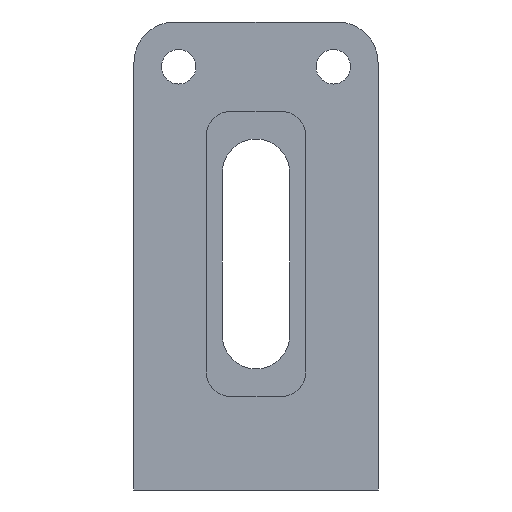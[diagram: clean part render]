
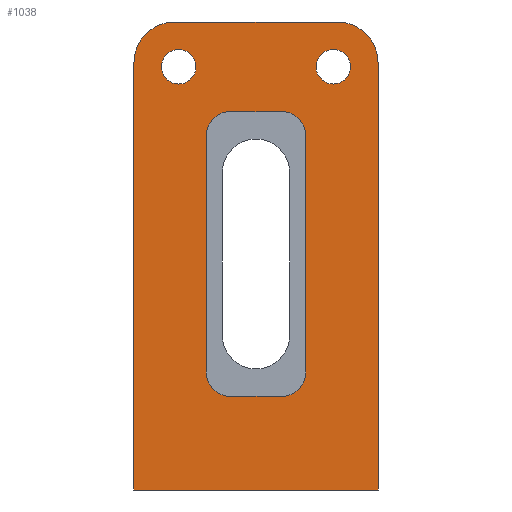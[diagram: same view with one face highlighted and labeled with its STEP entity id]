
A CAD part, left-side view. The second image highlights one B-rep face of the part: STEP entity #1038.
In plain terms, the highlighted planar face has unit normal (-1, 0, 0).
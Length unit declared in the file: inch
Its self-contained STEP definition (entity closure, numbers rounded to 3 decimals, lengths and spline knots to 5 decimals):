
#25=FACE_BOUND('',#220,.T.);
#26=FACE_BOUND('',#221,.T.);
#27=FACE_BOUND('',#222,.T.);
#59=CIRCLE('',#1122,0.23622);
#61=CIRCLE('',#1126,0.23622);
#63=CIRCLE('',#1130,0.23622);
#65=CIRCLE('',#1134,0.23622);
#70=CIRCLE('',#1148,0.3937);
#74=CIRCLE('',#1155,0.3937);
#75=CIRCLE('',#1157,0.16732);
#76=CIRCLE('',#1159,0.16732);
#155=FACE_OUTER_BOUND('',#219,.T.);
#219=EDGE_LOOP('',(#934,#935,#936,#937,#938,#939));
#220=EDGE_LOOP('',(#940,#941,#942,#943,#944,#945,#946,#947));
#221=EDGE_LOOP('',(#948));
#222=EDGE_LOOP('',(#949));
#241=LINE('',#1527,#338);
#288=LINE('',#1668,#385);
#292=LINE('',#1680,#389);
#296=LINE('',#1692,#393);
#299=LINE('',#1701,#396);
#308=LINE('',#1726,#405);
#315=LINE('',#1746,#412);
#320=LINE('',#1769,#417);
#338=VECTOR('',#1219,0.03937);
#385=VECTOR('',#1358,0.03937);
#389=VECTOR('',#1370,0.03937);
#393=VECTOR('',#1382,0.03937);
#396=VECTOR('',#1393,0.03937);
#405=VECTOR('',#1420,0.03937);
#412=VECTOR('',#1437,0.03937);
#417=VECTOR('',#1468,0.03937);
#436=VERTEX_POINT('',#1524);
#437=VERTEX_POINT('',#1526);
#482=VERTEX_POINT('',#1658);
#483=VERTEX_POINT('',#1660);
#485=VERTEX_POINT('',#1666);
#487=VERTEX_POINT('',#1672);
#489=VERTEX_POINT('',#1678);
#491=VERTEX_POINT('',#1684);
#493=VERTEX_POINT('',#1690);
#495=VERTEX_POINT('',#1696);
#502=VERTEX_POINT('',#1725);
#507=VERTEX_POINT('',#1736);
#508=VERTEX_POINT('',#1738);
#510=VERTEX_POINT('',#1744);
#514=VERTEX_POINT('',#1759);
#515=VERTEX_POINT('',#1763);
#542=EDGE_CURVE('',#436,#437,#241,.T.);
#608=EDGE_CURVE('',#483,#482,#59,.T.);
#612=EDGE_CURVE('',#482,#485,#288,.T.);
#615=EDGE_CURVE('',#485,#487,#61,.T.);
#618=EDGE_CURVE('',#487,#489,#292,.T.);
#621=EDGE_CURVE('',#489,#491,#63,.T.);
#624=EDGE_CURVE('',#491,#493,#296,.T.);
#627=EDGE_CURVE('',#493,#495,#65,.T.);
#629=EDGE_CURVE('',#495,#483,#299,.T.);
#640=EDGE_CURVE('',#437,#502,#308,.T.);
#646=EDGE_CURVE('',#507,#508,#70,.T.);
#650=EDGE_CURVE('',#507,#510,#315,.T.);
#656=EDGE_CURVE('',#502,#510,#74,.T.);
#658=EDGE_CURVE('',#514,#514,#75,.T.);
#660=EDGE_CURVE('',#515,#515,#76,.T.);
#662=EDGE_CURVE('',#508,#436,#320,.T.);
#934=ORIENTED_EDGE('',*,*,#646,.F.);
#935=ORIENTED_EDGE('',*,*,#650,.T.);
#936=ORIENTED_EDGE('',*,*,#656,.F.);
#937=ORIENTED_EDGE('',*,*,#640,.F.);
#938=ORIENTED_EDGE('',*,*,#542,.F.);
#939=ORIENTED_EDGE('',*,*,#662,.F.);
#940=ORIENTED_EDGE('',*,*,#608,.T.);
#941=ORIENTED_EDGE('',*,*,#612,.T.);
#942=ORIENTED_EDGE('',*,*,#615,.T.);
#943=ORIENTED_EDGE('',*,*,#618,.T.);
#944=ORIENTED_EDGE('',*,*,#621,.T.);
#945=ORIENTED_EDGE('',*,*,#624,.T.);
#946=ORIENTED_EDGE('',*,*,#627,.T.);
#947=ORIENTED_EDGE('',*,*,#629,.T.);
#948=ORIENTED_EDGE('',*,*,#658,.T.);
#949=ORIENTED_EDGE('',*,*,#660,.T.);
#984=PLANE('',#1162);
#1038=ADVANCED_FACE('',(#155,#25,#26,#27),#984,.T.);
#1122=AXIS2_PLACEMENT_3D('',#1661,#1351,#1352);
#1126=AXIS2_PLACEMENT_3D('',#1674,#1364,#1365);
#1130=AXIS2_PLACEMENT_3D('',#1686,#1376,#1377);
#1134=AXIS2_PLACEMENT_3D('',#1698,#1388,#1389);
#1148=AXIS2_PLACEMENT_3D('',#1739,#1430,#1431);
#1155=AXIS2_PLACEMENT_3D('',#1757,#1450,#1451);
#1157=AXIS2_PLACEMENT_3D('',#1761,#1455,#1456);
#1159=AXIS2_PLACEMENT_3D('',#1765,#1460,#1461);
#1162=AXIS2_PLACEMENT_3D('',#1768,#1466,#1467);
#1219=DIRECTION('',(0.,1.,0.));
#1351=DIRECTION('center_axis',(1.,0.,0.));
#1352=DIRECTION('ref_axis',(0.,1.,0.));
#1358=DIRECTION('',(0.,-1.,0.));
#1364=DIRECTION('center_axis',(1.,0.,0.));
#1365=DIRECTION('ref_axis',(0.,0.,
1.));
#1370=DIRECTION('',(0.,0.,-1.));
#1376=DIRECTION('center_axis',(1.,0.,0.));
#1377=DIRECTION('ref_axis',(0.,-1.,0.));
#1382=DIRECTION('',(0.,1.,0.));
#1388=DIRECTION('center_axis',(1.,0.,0.));
#1389=DIRECTION('ref_axis',(0.,0.,-1.));
#1393=DIRECTION('',(0.,0.,1.));
#1420=DIRECTION('',(0.,0.,1.));
#1430=DIRECTION('center_axis',(1.,0.,0.));
#1431=DIRECTION('ref_axis',(0.,-0.707,0.707));
#1437=DIRECTION('',(0.,1.,0.));
#1450=DIRECTION('center_axis',(1.,0.,0.));
#1451=DIRECTION('ref_axis',(0.,0.707,0.707));
#1455=DIRECTION('center_axis',(1.,0.,0.));
#1456=DIRECTION('ref_axis',(0.,0.,
1.));
#1460=DIRECTION('center_axis',(1.,0.,0.));
#1461=DIRECTION('ref_axis',(0.,0.,
1.));
#1466=DIRECTION('center_axis',(-1.,0.,0.));
#1467=DIRECTION('ref_axis',(0.,0.,
1.));
#1468=DIRECTION('',(0.,0.,-1.));
#1524=CARTESIAN_POINT('',(9.7462,8.0137,-114.13616));
#1526=CARTESIAN_POINT('',(9.7462,10.37591,-114.13616));
#1527=CARTESIAN_POINT('',(9.7462,8.0137,-114.13616));
#1658=CARTESIAN_POINT('',(9.7462,9.44087,-110.47467));
#1660=CARTESIAN_POINT('',(9.7462,9.67709,-110.71089));
#1661=CARTESIAN_POINT('Origin',(9.7462,9.44087,-110.71089));
#1666=CARTESIAN_POINT('',(9.7462,8.94874,-110.47467));
#1668=CARTESIAN_POINT('',(9.7462,8.48122,-110.47467));
#1672=CARTESIAN_POINT('',(9.7462,8.71252,-110.71089));
#1674=CARTESIAN_POINT('Origin',(9.7462,8.94874,-110.71089));
#1678=CARTESIAN_POINT('',(9.7462,8.71252,-112.9945));
#1680=CARTESIAN_POINT('',(9.7462,8.71252,-113.56533));
#1684=CARTESIAN_POINT('',(9.7462,8.94874,-113.23072));
#1686=CARTESIAN_POINT('Origin',(9.7462,8.94874,-112.9945));
#1690=CARTESIAN_POINT('',(9.7462,9.44087,-113.23072));
#1692=CARTESIAN_POINT('',(9.7462,8.72728,-113.23072));
#1696=CARTESIAN_POINT('',(9.7462,9.67709,-112.9945));
#1698=CARTESIAN_POINT('Origin',(9.7462,9.44087,-112.9945));
#1701=CARTESIAN_POINT('',(9.7462,9.67709,-112.42353));
#1725=CARTESIAN_POINT('',(9.7462,10.37591,-110.0023));
#1726=CARTESIAN_POINT('',(9.7462,10.37591,-109.6086));
#1736=CARTESIAN_POINT('',(9.7462,8.4074,-109.6086));
#1738=CARTESIAN_POINT('',(9.7462,8.0137,-110.0023));
#1739=CARTESIAN_POINT('Origin',(9.7462,8.4074,-110.0023));
#1744=CARTESIAN_POINT('',(9.7462,9.98221,-109.6086));
#1746=CARTESIAN_POINT('',(9.7462,8.0137,-109.6086));
#1757=CARTESIAN_POINT('Origin',(9.7462,9.98221,-110.0023));
#1759=CARTESIAN_POINT('',(9.7462,9.94284,-110.209));
#1761=CARTESIAN_POINT('Origin',(9.7462,9.94284,-110.04167));
#1763=CARTESIAN_POINT('',(9.7462,8.44677,-110.209));
#1765=CARTESIAN_POINT('Origin',(9.7462,8.44677,-110.04167));
#1768=CARTESIAN_POINT('Origin',(9.7462,8.0137,-114.13616));
#1769=CARTESIAN_POINT('',(9.7462,8.0137,-109.6086));
